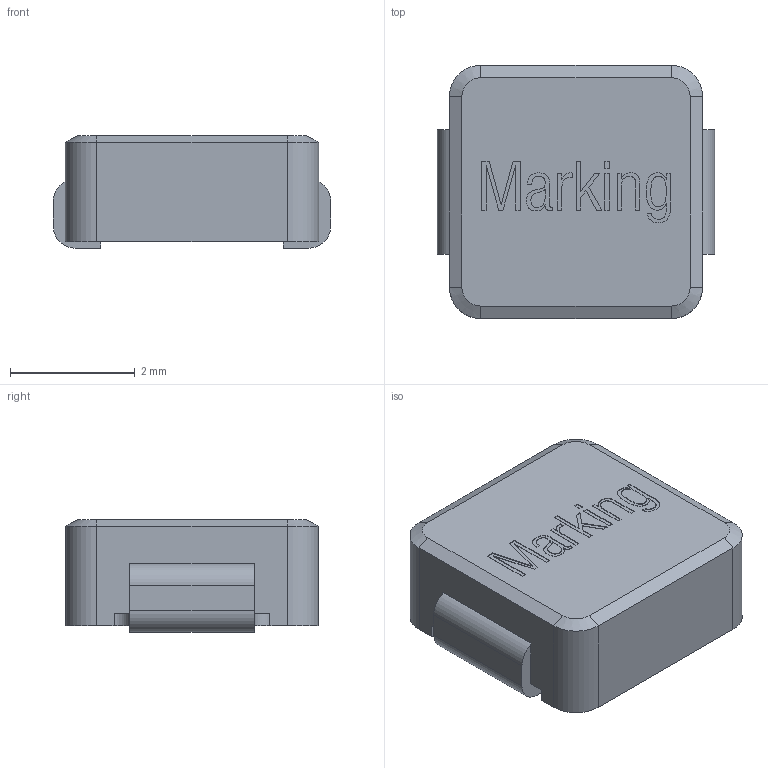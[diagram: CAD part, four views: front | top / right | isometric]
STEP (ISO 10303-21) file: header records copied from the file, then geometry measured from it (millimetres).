
FILE_DESCRIPTION(/* description */ ('Unknown'),/* implementation_level */ '2;1');
FILE_NAME(/* name */ 'L_Wurth_WE-LHMI-4020',/* time_stamp */ '2023-02-01T17:26:17+08:00',/* author */ ('Unknown'),/* organization */ ('Unknown'),/* preprocessor_version */ 'ST-DEVELOPER v16.7',/* originating_system */ 'Solid Edge',/* authorisation */ 'Unknown');
FILE_SCHEMA (('AUTOMOTIVE_DESIGN {1 0 10303 214 3 1 1}'));
Length unit declared in the file: millimetre
Products named in the file (1): L_Wurth_WE-LHMI-4020
Bounding box: 4.45 x 4.06 x 1.8 mm (x, y, z)
Volume: 27.9 mm3; surface area: 63.9 mm2
Topology: 1 solids, 1 shells, 133 faces, 351 edges, 230 vertices
Faces by surface type: plane 105, cylinder 13, bspline 11, cone 4
Entity records: 5320 total; most frequent: CARTESIAN_POINT 1117, ORIENTED_EDGE 700, DIRECTION 608, EDGE_CURVE 350, LINE 294, VECTOR 294, VERTEX_POINT 230, AXIS2_PLACEMENT_3D 157
